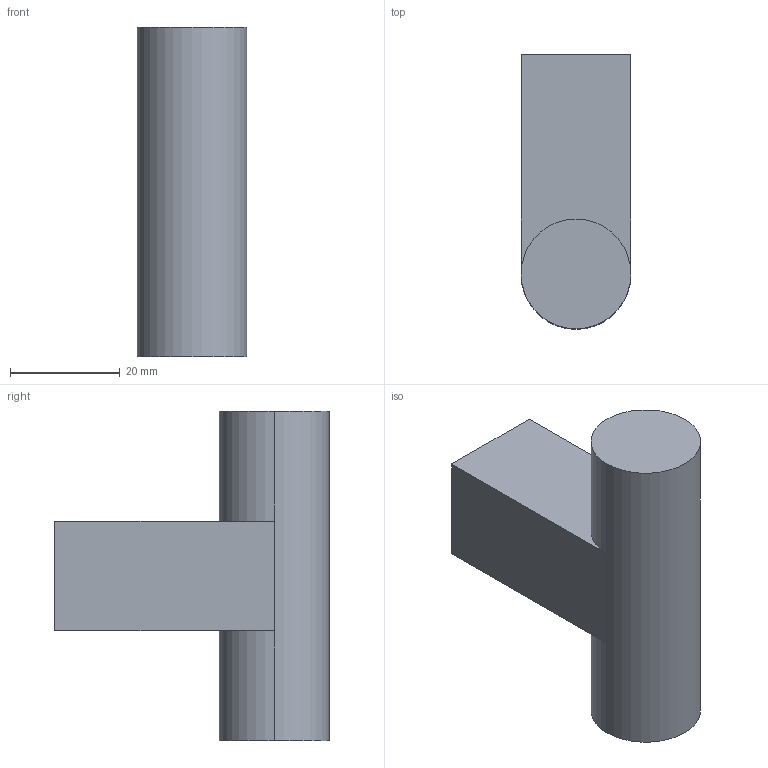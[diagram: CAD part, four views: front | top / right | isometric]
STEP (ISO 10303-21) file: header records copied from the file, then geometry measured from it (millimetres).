
FILE_DESCRIPTION (( 'STEP AP203' ), '1' );
FILE_NAME ('jaywrist2_Default_sldprt.STEP', '2024-12-10T20:35:24', ( '' ), ( '' ), 'SwSTEP 2.0', 'SolidWorks 2024', '' );
FILE_SCHEMA (( 'CONFIG_CONTROL_DESIGN' ));
Length unit declared in the file: millimetre
Products named in the file (1): jaywrist2_Default_sldprt
Bounding box: 20 x 50 x 60 mm (x, y, z)
Volume: 30922.6 mm3; surface area: 7369.9 mm2
Topology: 1 solids, 1 shells, 13 faces, 26 edges, 16 vertices
Faces by surface type: plane 8, cylinder 5
Entity records: 415 total; most frequent: DIRECTION 64, CARTESIAN_POINT 56, ORIENTED_EDGE 52, EDGE_CURVE 26, AXIS2_PLACEMENT_3D 24, VECTOR 16, VERTEX_POINT 16, LINE 16
